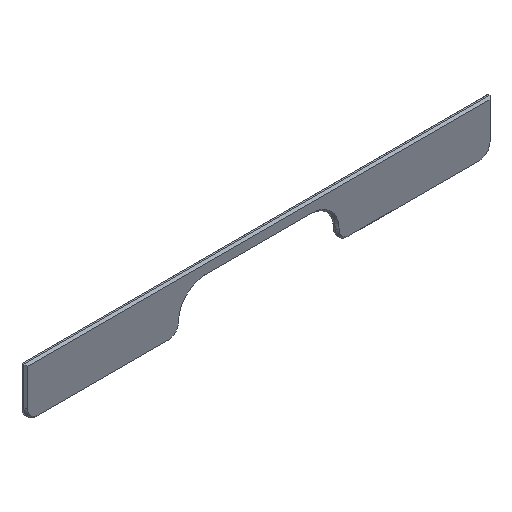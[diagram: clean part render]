
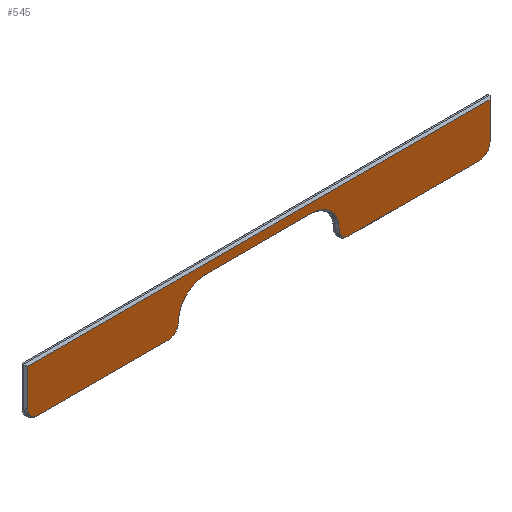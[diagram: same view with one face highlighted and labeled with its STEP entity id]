
A CAD part, isometric view. The second image highlights one B-rep face of the part: STEP entity #545.
In plain terms, the highlighted planar face has unit normal (0, -1, 0).
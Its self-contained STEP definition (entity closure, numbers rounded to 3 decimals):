
#442=CARTESIAN_POINT('Axis2P3D Location',(0.,4.6,0.)) ;
#447=CARTESIAN_POINT('Axis2P3D Location',(-46.,4.6,-9.)) ;
#451=CARTESIAN_POINT('Vertex',(-46.,4.6,-11.25)) ;
#453=CARTESIAN_POINT('Vertex',(-48.25,4.6,-9.)) ;
#456=CARTESIAN_POINT('Line Origine',(-32.5,4.6,-11.25)) ;
#460=CARTESIAN_POINT('Vertex',(-19.,4.6,-11.25)) ;
#463=CARTESIAN_POINT('Axis2P3D Location',(-19.,4.6,-9.)) ;
#467=CARTESIAN_POINT('Vertex',(-16.75,4.6,-9.)) ;
#470=CARTESIAN_POINT('Axis2P3D Location',(-11.,4.6,-9.)) ;
#474=CARTESIAN_POINT('Vertex',(-11.,4.6,-3.25)) ;
#477=CARTESIAN_POINT('Line Origine',(0.,4.6,-3.25)) ;
#481=CARTESIAN_POINT('Vertex',(11.,4.6,-3.25)) ;
#484=CARTESIAN_POINT('Axis2P3D Location',(11.,4.6,-9.)) ;
#488=CARTESIAN_POINT('Vertex',(16.75,4.6,-9.)) ;
#491=CARTESIAN_POINT('Axis2P3D Location',(19.,4.6,-9.)) ;
#495=CARTESIAN_POINT('Vertex',(19.,4.6,-11.25)) ;
#498=CARTESIAN_POINT('Line Origine',(32.5,4.6,-11.25)) ;
#502=CARTESIAN_POINT('Vertex',(46.,4.6,-11.25)) ;
#505=CARTESIAN_POINT('Axis2P3D Location',(46.,4.6,-9.)) ;
#509=CARTESIAN_POINT('Vertex',(48.25,4.6,-9.)) ;
#512=CARTESIAN_POINT('Line Origine',(48.25,4.6,-5.175)) ;
#516=CARTESIAN_POINT('Vertex',(48.25,4.6,-1.35)) ;
#519=CARTESIAN_POINT('Line Origine',(0.,4.6,-1.35)) ;
#523=CARTESIAN_POINT('Vertex',(-48.25,4.6,-1.35)) ;
#526=CARTESIAN_POINT('Line Origine',(-48.25,4.6,-5.175)) ;
#443=DIRECTION('Axis2P3D Direction',(0.,1.,-0.)) ;
#444=DIRECTION('Axis2P3D XDirection',(-1.,0.,0.)) ;
#448=DIRECTION('Axis2P3D Direction',(0.,1.,-0.)) ;
#457=DIRECTION('Vector Direction',(1.,0.,0.)) ;
#464=DIRECTION('Axis2P3D Direction',(0.,1.,-0.)) ;
#471=DIRECTION('Axis2P3D Direction',(0.,1.,-0.)) ;
#478=DIRECTION('Vector Direction',(1.,0.,0.)) ;
#485=DIRECTION('Axis2P3D Direction',(0.,1.,-0.)) ;
#492=DIRECTION('Axis2P3D Direction',(0.,1.,-0.)) ;
#499=DIRECTION('Vector Direction',(1.,0.,0.)) ;
#506=DIRECTION('Axis2P3D Direction',(0.,1.,-0.)) ;
#513=DIRECTION('Vector Direction',(0.,0.,1.)) ;
#520=DIRECTION('Vector Direction',(-1.,0.,0.)) ;
#527=DIRECTION('Vector Direction',(0.,0.,-1.)) ;
#445=AXIS2_PLACEMENT_3D('Plane Axis2P3D',#442,#443,#444) ;
#449=AXIS2_PLACEMENT_3D('Circle Axis2P3D',#447,#448,$) ;
#465=AXIS2_PLACEMENT_3D('Circle Axis2P3D',#463,#464,$) ;
#472=AXIS2_PLACEMENT_3D('Circle Axis2P3D',#470,#471,$) ;
#486=AXIS2_PLACEMENT_3D('Circle Axis2P3D',#484,#485,$) ;
#493=AXIS2_PLACEMENT_3D('Circle Axis2P3D',#491,#492,$) ;
#507=AXIS2_PLACEMENT_3D('Circle Axis2P3D',#505,#506,$) ;
#532=ORIENTED_EDGE('',*,*,#455,.F.) ;
#533=ORIENTED_EDGE('',*,*,#462,.F.) ;
#534=ORIENTED_EDGE('',*,*,#469,.F.) ;
#535=ORIENTED_EDGE('',*,*,#476,.F.) ;
#536=ORIENTED_EDGE('',*,*,#483,.F.) ;
#537=ORIENTED_EDGE('',*,*,#490,.F.) ;
#538=ORIENTED_EDGE('',*,*,#497,.F.) ;
#539=ORIENTED_EDGE('',*,*,#504,.F.) ;
#540=ORIENTED_EDGE('',*,*,#511,.F.) ;
#541=ORIENTED_EDGE('',*,*,#518,.F.) ;
#542=ORIENTED_EDGE('',*,*,#525,.F.) ;
#543=ORIENTED_EDGE('',*,*,#530,.F.) ;
#458=VECTOR('Line Direction',#457,1.) ;
#479=VECTOR('Line Direction',#478,1.) ;
#500=VECTOR('Line Direction',#499,1.) ;
#514=VECTOR('Line Direction',#513,1.) ;
#521=VECTOR('Line Direction',#520,1.) ;
#528=VECTOR('Line Direction',#527,1.) ;
#545=ADVANCED_FACE('PartBody',(#544),#446,.F.) ;
#450=CIRCLE('generated circle',#449,2.25) ;
#466=CIRCLE('generated circle',#465,2.25) ;
#473=CIRCLE('generated circle',#472,5.75) ;
#487=CIRCLE('generated circle',#486,5.75) ;
#494=CIRCLE('generated circle',#493,2.25) ;
#508=CIRCLE('generated circle',#507,2.25) ;
#455=EDGE_CURVE('',#452,#454,#450,.T.) ;
#462=EDGE_CURVE('',#461,#452,#459,.F.) ;
#469=EDGE_CURVE('',#468,#461,#466,.T.) ;
#476=EDGE_CURVE('',#475,#468,#473,.F.) ;
#483=EDGE_CURVE('',#482,#475,#480,.F.) ;
#490=EDGE_CURVE('',#489,#482,#487,.F.) ;
#497=EDGE_CURVE('',#496,#489,#494,.T.) ;
#504=EDGE_CURVE('',#503,#496,#501,.F.) ;
#511=EDGE_CURVE('',#510,#503,#508,.T.) ;
#518=EDGE_CURVE('',#517,#510,#515,.F.) ;
#525=EDGE_CURVE('',#524,#517,#522,.F.) ;
#530=EDGE_CURVE('',#454,#524,#529,.F.) ;
#531=EDGE_LOOP('',(#532,#533,#534,#535,#536,#537,#538,#539,#540,#541,#542,#543)) ;
#544=FACE_OUTER_BOUND('',#531,.T.) ;
#459=LINE('Line',#456,#458) ;
#480=LINE('Line',#477,#479) ;
#501=LINE('Line',#498,#500) ;
#515=LINE('Line',#512,#514) ;
#522=LINE('Line',#519,#521) ;
#529=LINE('Line',#526,#528) ;
#446=PLANE('Plane',#445) ;
#452=VERTEX_POINT('',#451) ;
#454=VERTEX_POINT('',#453) ;
#461=VERTEX_POINT('',#460) ;
#468=VERTEX_POINT('',#467) ;
#475=VERTEX_POINT('',#474) ;
#482=VERTEX_POINT('',#481) ;
#489=VERTEX_POINT('',#488) ;
#496=VERTEX_POINT('',#495) ;
#503=VERTEX_POINT('',#502) ;
#510=VERTEX_POINT('',#509) ;
#517=VERTEX_POINT('',#516) ;
#524=VERTEX_POINT('',#523) ;
